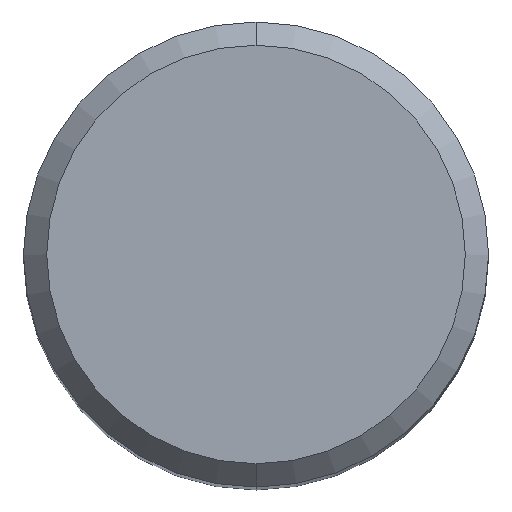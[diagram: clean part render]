
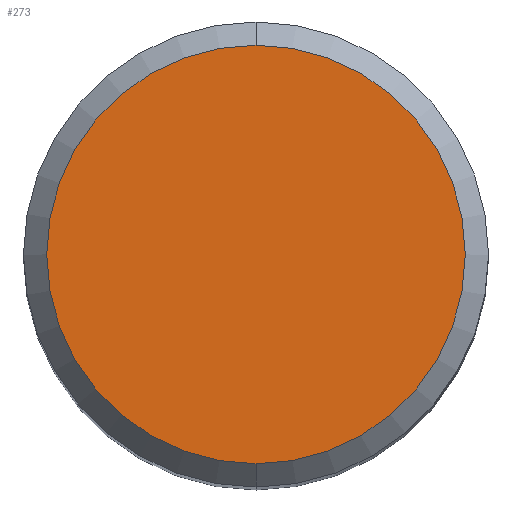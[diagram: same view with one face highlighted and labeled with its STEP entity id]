
A CAD part, top view. The second image highlights one B-rep face of the part: STEP entity #273.
In plain terms, the highlighted planar face has unit normal (0, 0, 1).
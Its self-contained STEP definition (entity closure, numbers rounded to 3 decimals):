
#221=VERTEX_POINT('',#513);
#245=VERTEX_POINT('',#539);
#273=ADVANCED_FACE('',(#573),#574,.T.);
#343=EDGE_CURVE('',#221,#245,#653,.T.);
#349=EDGE_CURVE('',#245,#221,#659,.T.);
#513=CARTESIAN_POINT('',(0.,-5.4,0.0));
#539=CARTESIAN_POINT('',(0.0,5.4,0.0));
#573=FACE_OUTER_BOUND('',#1017,.T.);
#574=PLANE('',#1018);
#653=CIRCLE('',#1175,5.4);
#659=CIRCLE('',#1185,5.4);
#1017=EDGE_LOOP('',(#1572,#1573));
#1018=AXIS2_PLACEMENT_3D('',#1574,#1575,#1576);
#1175=AXIS2_PLACEMENT_3D('',#1667,#1668,#1669);
#1185=AXIS2_PLACEMENT_3D('',#1674,#1675,#1676);
#1572=ORIENTED_EDGE('',*,*,#349,.F.);
#1573=ORIENTED_EDGE('',*,*,#343,.F.);
#1574=CARTESIAN_POINT('',(0.0,2.7,0.0));
#1575=DIRECTION('',(-0.0,0.0,1.0));
#1576=DIRECTION('',(0.0,-1.0,0.0));
#1667=CARTESIAN_POINT('',(0.0,0.0,0.0));
#1668=DIRECTION('',(0.0,0.0,-1.0));
#1669=DIRECTION('',(0.0,1.0,0.0));
#1674=CARTESIAN_POINT('',(0.0,0.0,0.0));
#1675=DIRECTION('',(0.0,0.0,-1.0));
#1676=DIRECTION('',(0.0,1.0,0.0));
